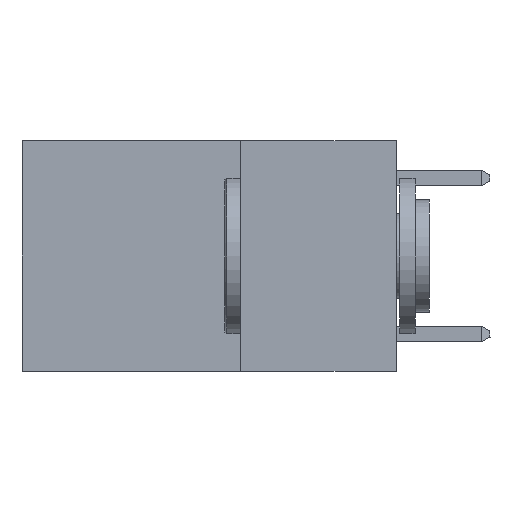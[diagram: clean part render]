
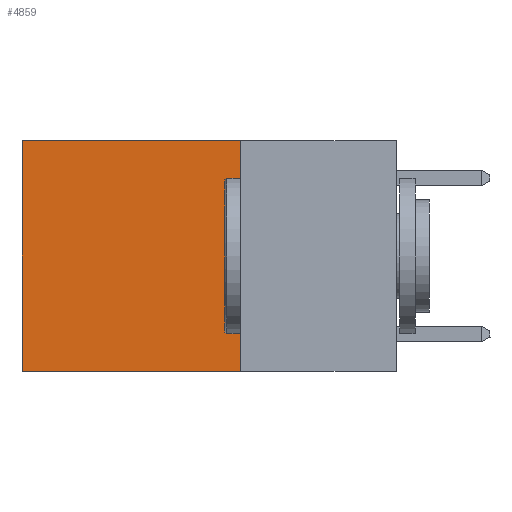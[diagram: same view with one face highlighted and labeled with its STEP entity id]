
A CAD part, left-side view. The second image highlights one B-rep face of the part: STEP entity #4859.
In plain terms, the highlighted planar face has unit normal (-1, 0, 0).
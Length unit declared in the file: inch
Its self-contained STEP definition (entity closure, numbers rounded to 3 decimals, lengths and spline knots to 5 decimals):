
#426 = FACE_OUTER_BOUND ( 'NONE', #13436, .T. ) ;
#723 = VERTEX_POINT ( 'NONE', #3413 ) ;
#1516 = DIRECTION ( 'NONE',  ( 1., 0., 0. ) ) ;
#1548 = ORIENTED_EDGE ( 'NONE', *, *, #8753, .T. ) ;
#3413 = CARTESIAN_POINT ( 'NONE',  ( 0.2625, 0.25, -0.37 ) ) ;
#4115 = DIRECTION ( 'NONE',  ( 0., 1., 0. ) ) ;
#4859 = ADVANCED_FACE ( 'NONE', ( #426 ), #24922, .F. ) ;
#6255 = CARTESIAN_POINT ( 'NONE',  ( 0.2625, 0.25, 0. ) ) ;
#6477 = VECTOR ( 'NONE', #14367, 39.37008 ) ;
#7159 = LINE ( 'NONE', #7877, #6477 ) ;
#7877 = CARTESIAN_POINT ( 'NONE',  ( 0.2625, 0.25, -0.37 ) ) ;
#7903 = EDGE_CURVE ( 'NONE', #723, #20942, #7159, .T. ) ;
#8392 = AXIS2_PLACEMENT_3D ( 'NONE', #14458, #1516, #16587 ) ;
#8405 = DIRECTION ( 'NONE',  ( 0., 0., -1. ) ) ;
#8457 = LINE ( 'NONE', #6255, #13495 ) ;
#8753 = EDGE_CURVE ( 'NONE', #16150, #26874, #8457, .T. ) ;
#8933 = LINE ( 'NONE', #24692, #25806 ) ;
#9079 = CARTESIAN_POINT ( 'NONE',  ( 0.2625, 0.6, -0.37 ) ) ;
#10017 = VECTOR ( 'NONE', #8405, 39.37008 ) ;
#12082 = EDGE_CURVE ( 'NONE', #26874, #20942, #20648, .T. ) ;
#12181 = CARTESIAN_POINT ( 'NONE',  ( 0.2625, 0.6, 0. ) ) ;
#13436 = EDGE_LOOP ( 'NONE', ( #14612, #19095, #20384, #1548 ) ) ;
#13495 = VECTOR ( 'NONE', #4115, 39.37008 ) ;
#14367 = DIRECTION ( 'NONE',  ( 0., 1., 0. ) ) ;
#14458 = CARTESIAN_POINT ( 'NONE',  ( 0.2625, 0.25, 0. ) ) ;
#14612 = ORIENTED_EDGE ( 'NONE', *, *, #12082, .T. ) ;
#16150 = VERTEX_POINT ( 'NONE', #19583 ) ;
#16252 = DIRECTION ( 'NONE',  ( 0., 0., -1. ) ) ;
#16587 = DIRECTION ( 'NONE',  ( 0., 0., -1. ) ) ;
#19095 = ORIENTED_EDGE ( 'NONE', *, *, #7903, .F. ) ;
#19583 = CARTESIAN_POINT ( 'NONE',  ( 0.2625, 0.25, 0. ) ) ;
#20384 = ORIENTED_EDGE ( 'NONE', *, *, #21067, .F. ) ;
#20648 = LINE ( 'NONE', #25244, #10017 ) ;
#20942 = VERTEX_POINT ( 'NONE', #9079 ) ;
#21067 = EDGE_CURVE ( 'NONE', #16150, #723, #8933, .T. ) ;
#24692 = CARTESIAN_POINT ( 'NONE',  ( 0.2625, 0.25, 0. ) ) ;
#24922 = PLANE ( 'NONE',  #8392 ) ;
#25244 = CARTESIAN_POINT ( 'NONE',  ( 0.2625, 0.6, 0. ) ) ;
#25806 = VECTOR ( 'NONE', #16252, 39.37008 ) ;
#26874 = VERTEX_POINT ( 'NONE', #12181 ) ;
